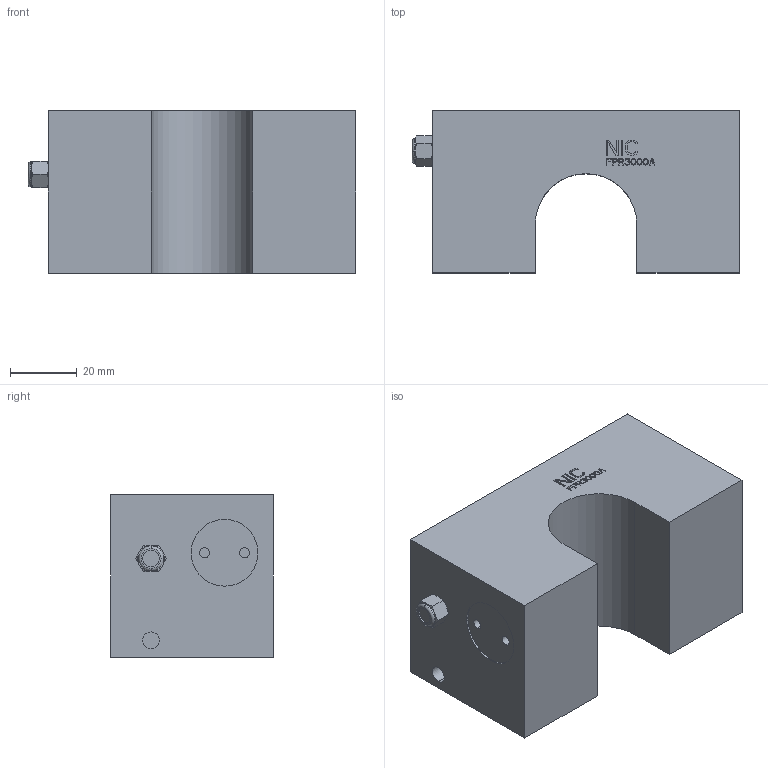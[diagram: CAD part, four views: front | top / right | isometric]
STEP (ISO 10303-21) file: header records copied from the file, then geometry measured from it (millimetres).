
FILE_DESCRIPTION((''),'2;1');
FILE_NAME('FPR3000A','2025-05-19T08:45:00',('lx'),(''),'CREO PARAMETRIC BY PTC INC, 2018100','CREO PARAMETRIC BY PTC INC, 2018100','');
FILE_SCHEMA(('CONFIG_CONTROL_DESIGN'));
Length unit declared in the file: millimetre
Products named in the file (1): FPR3000A
Bounding box: 98 x 48.5 x 48.5 mm (x, y, z)
Volume: 172246.6 mm3; surface area: 25871.2 mm2
Topology: 1 solids, 2 shells, 437 faces, 1170 edges, 775 vertices
Faces by surface type: plane 370, cylinder 47, cone 16, torus 2, sphere 2
Entity records: 13540 total; most frequent: CARTESIAN_POINT 2494, ORIENTED_EDGE 2336, DIRECTION 2142, EDGE_CURVE 1168, VECTOR 1020, LINE 1020, VERTEX_POINT 775, AXIS2_PLACEMENT_3D 561
